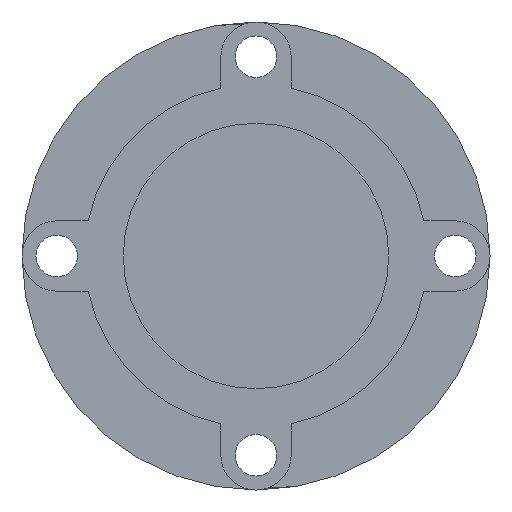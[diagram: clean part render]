
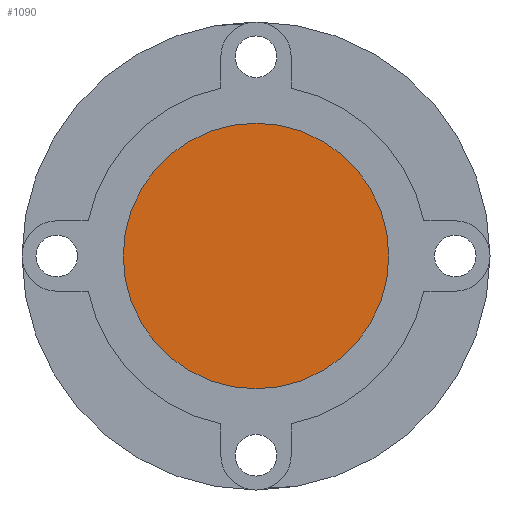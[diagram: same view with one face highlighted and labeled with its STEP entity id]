
A CAD part, left-side view. The second image highlights one B-rep face of the part: STEP entity #1090.
In plain terms, the highlighted planar face has unit normal (-1, 0, 0).
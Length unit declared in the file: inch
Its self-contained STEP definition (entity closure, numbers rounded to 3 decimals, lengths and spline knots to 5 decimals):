
#52 = DIRECTION ( 'NONE',  ( -1., 0., 0. ) ) ;
#81 = CARTESIAN_POINT ( 'NONE',  ( 0., 0., 0. ) ) ;
#234 = ORIENTED_EDGE ( 'NONE', *, *, #1099, .T. ) ;
#238 = ORIENTED_EDGE ( 'NONE', *, *, #1185, .T. ) ;
#344 = DIRECTION ( 'NONE',  ( 0., 0., 1. ) ) ;
#442 = VERTEX_POINT ( 'NONE', #1049 ) ;
#452 = VERTEX_POINT ( 'NONE', #1041 ) ;
#456 = DIRECTION ( 'NONE',  ( 0., 0., 1. ) ) ;
#608 = DIRECTION ( 'NONE',  ( 0., 0., 1. ) ) ;
#664 = AXIS2_PLACEMENT_3D ( 'NONE', #910, #896, #608 ) ;
#715 = CIRCLE ( 'NONE', #664, 1.12795 ) ;
#733 = AXIS2_PLACEMENT_3D ( 'NONE', #1270, #864, #456 ) ;
#755 = AXIS2_PLACEMENT_3D ( 'NONE', #81, #52, #344 ) ;
#864 = DIRECTION ( 'NONE',  ( -1., 0., 0. ) ) ;
#869 = FACE_OUTER_BOUND ( 'NONE', #879, .T. ) ;
#879 = EDGE_LOOP ( 'NONE', ( #234, #238 ) ) ;
#896 = DIRECTION ( 'NONE',  ( -1., 0., 0. ) ) ;
#910 = CARTESIAN_POINT ( 'NONE',  ( 0., 0., 0. ) ) ;
#944 = CIRCLE ( 'NONE', #755, 1.12795 ) ;
#946 = PLANE ( 'NONE',  #733 ) ;
#1041 = CARTESIAN_POINT ( 'NONE',  ( 0., 0., 1.12795 ) ) ;
#1049 = CARTESIAN_POINT ( 'NONE',  ( 0., 0., -1.12795 ) ) ;
#1090 = ADVANCED_FACE ( 'NONE', ( #869 ), #946, .T. ) ;
#1099 = EDGE_CURVE ( 'NONE', #442, #452, #944, .T. ) ;
#1185 = EDGE_CURVE ( 'NONE', #452, #442, #715, .T. ) ;
#1270 = CARTESIAN_POINT ( 'NONE',  ( 0., 0., 0. ) ) ;
